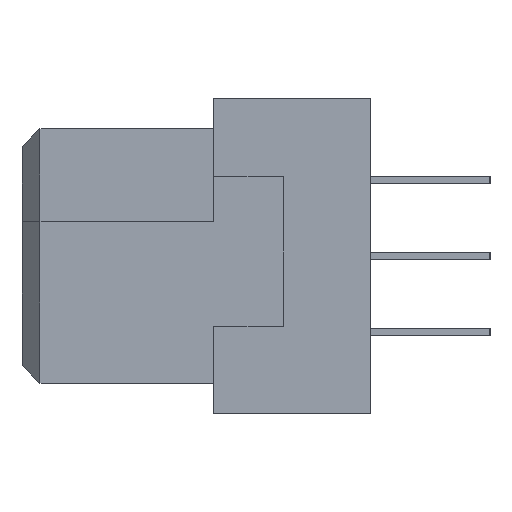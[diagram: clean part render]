
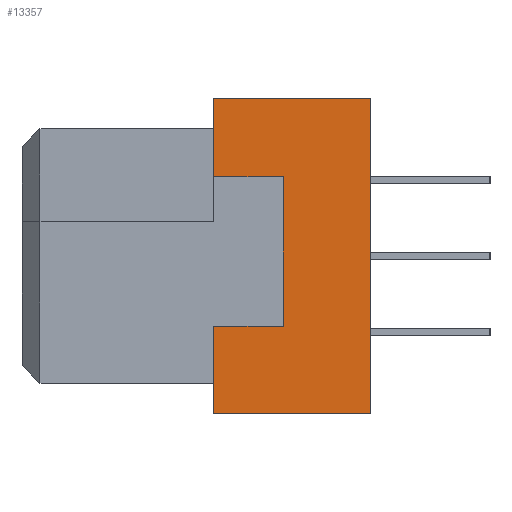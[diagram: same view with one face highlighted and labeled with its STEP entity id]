
A CAD part, left-side view. The second image highlights one B-rep face of the part: STEP entity #13357.
In plain terms, the highlighted planar face has unit normal (-1, 0, 0).
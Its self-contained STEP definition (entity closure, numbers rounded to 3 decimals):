
#29=DIRECTION('',(0.,0.,1.));
#30=VECTOR('',#29,2.6);
#31=CARTESIAN_POINT('',(-0.475,11.259,-9.912));
#32=LINE('1096',#31,#30);
#133=DIRECTION('',(0.,0.,1.));
#134=VECTOR('',#133,2.9);
#135=CARTESIAN_POINT('',(-0.475,11.259,
-17.812));
#136=LINE('1095',#135,#134);
#281=DIRECTION('',(0.,0.,-1.));
#282=VECTOR('',#281,5.);
#283=CARTESIAN_POINT('',(-0.475,8.959,
-9.912));
#284=LINE('1089',#283,#282);
#285=DIRECTION('',(0.,-1.,0.));
#286=VECTOR('',#285,2.3);
#287=CARTESIAN_POINT('',(-0.475,11.259,
-9.912));
#288=LINE('1091',#287,#286);
#289=DIRECTION('',(0.,-1.,0.));
#290=VECTOR('',#289,5.2);
#291=CARTESIAN_POINT('',(-0.475,11.259,
-7.312));
#292=LINE('1016',#291,#290);
#293=DIRECTION('',(0.,1.,0.));
#294=VECTOR('',#293,5.2);
#295=CARTESIAN_POINT('',(-0.475,6.059,
-17.812));
#296=LINE('1053',#295,#294);
#297=DIRECTION('',(0.,-1.,0.));
#298=VECTOR('',#297,2.3);
#299=CARTESIAN_POINT('',(-0.475,11.259,
-14.912));
#300=LINE('1090',#299,#298);
#5107=DIRECTION('',(0.,0.,1.));
#5108=VECTOR('',#5107,10.5);
#5109=CARTESIAN_POINT('',(-0.475,6.059,
-17.812));
#5110=LINE('1014',#5109,#5108);
#9761=CARTESIAN_POINT('',(-0.475,11.259,
-7.312));
#9763=VERTEX_POINT('',#9761);
#9766=CARTESIAN_POINT('',(-0.475,11.259,
-17.812));
#9768=VERTEX_POINT('',#9766);
#9777=CARTESIAN_POINT('',(-0.475,6.059,
-17.812));
#9778=CARTESIAN_POINT('',(-0.475,6.059,
-7.312));
#9779=VERTEX_POINT('',#9777);
#9780=VERTEX_POINT('',#9778);
#9899=CARTESIAN_POINT('',(-0.475,11.259,
-14.912));
#9900=VERTEX_POINT('',#9899);
#9901=CARTESIAN_POINT('',(-0.475,11.259,
-9.912));
#9903=VERTEX_POINT('',#9901);
#9913=CARTESIAN_POINT('',(-0.475,8.959,
-9.912));
#9914=CARTESIAN_POINT('',(-0.475,8.959,
-14.912));
#9915=VERTEX_POINT('',#9913);
#9916=VERTEX_POINT('',#9914);
#13337=CARTESIAN_POINT('',(-0.475,10.559,
-17.812));
#13338=DIRECTION('',(-1.,0.,0.));
#13339=DIRECTION('',(0.,0.,1.));
#13340=AXIS2_PLACEMENT_3D('',#13337,#13338,#13339);
#13341=PLANE('3',#13340);
#13343=ORIENTED_EDGE('1089',*,*,#13342,.F.);
#13345=ORIENTED_EDGE('1091',*,*,#13344,.F.);
#13346=ORIENTED_EDGE('1096',*,*,#13028,.T.);
#13348=ORIENTED_EDGE('1016',*,*,#13347,.T.);
#13350=ORIENTED_EDGE('1014',*,*,#13349,.F.);
#13351=ORIENTED_EDGE('1053',*,*,#13325,.T.);
#13352=ORIENTED_EDGE('1095',*,*,#13102,.T.);
#13354=ORIENTED_EDGE('1090',*,*,#13353,.T.);
#13355=EDGE_LOOP('3',(#13343,#13345,#13346,#13348,#13350,#13351,#13352,#13354));
#13356=FACE_OUTER_BOUND('3',#13355,.F.);
#13357=ADVANCED_FACE('3',(#13356),#13341,.T.);
#13028=EDGE_CURVE('1096',#9903,#9763,#32,.T.);
#13102=EDGE_CURVE('1095',#9768,#9900,#136,.T.);
#13325=EDGE_CURVE('1053',#9779,#9768,#296,.T.);
#13342=EDGE_CURVE('1089',#9915,#9916,#284,.T.);
#13344=EDGE_CURVE('1091',#9903,#9915,#288,.T.);
#13347=EDGE_CURVE('1016',#9763,#9780,#292,.T.);
#13349=EDGE_CURVE('1014',#9779,#9780,#5110,.T.);
#13353=EDGE_CURVE('1090',#9900,#9916,#300,.T.);
